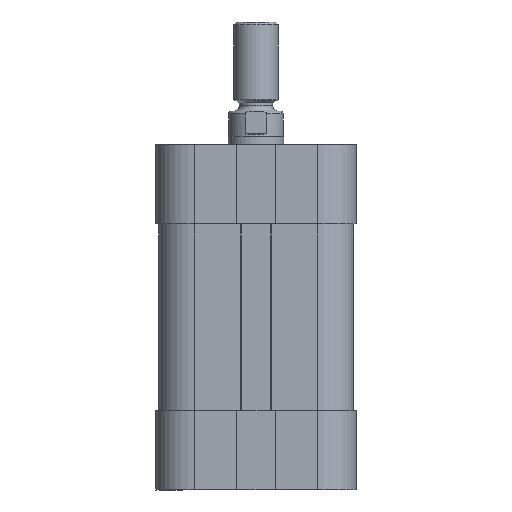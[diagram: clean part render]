
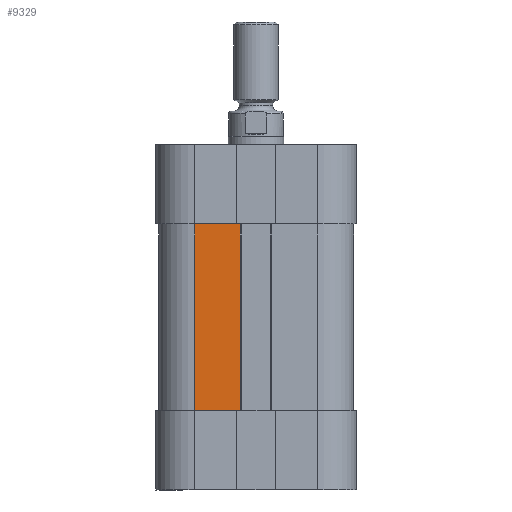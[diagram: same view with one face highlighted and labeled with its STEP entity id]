
A CAD part, front view. The second image highlights one B-rep face of the part: STEP entity #9329.
In plain terms, the highlighted planar face has unit normal (0, -1, 0).
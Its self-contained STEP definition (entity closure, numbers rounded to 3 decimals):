
#914=FACE_OUTER_BOUND('',#1707,.T.);
#1707=EDGE_LOOP('',(#7487,#7488,#7489,#7490));
#2851=LINE('',#14776,#3571);
#2890=LINE('',#14960,#3610);
#3023=LINE('',#15354,#3743);
#3024=LINE('',#15356,#3744);
#3571=VECTOR('',#11797,8.15);
#3610=VECTOR('',#11944,8.15);
#3743=VECTOR('',#12367,33.5);
#3744=VECTOR('',#12370,33.5);
#4420=VERTEX_POINT('',#14773);
#4421=VERTEX_POINT('',#14775);
#4511=VERTEX_POINT('',#14957);
#4512=VERTEX_POINT('',#14959);
#5366=EDGE_CURVE('',#4421,#4420,#2851,.T.);
#5457=EDGE_CURVE('',#4512,#4511,#2890,.T.);
#5655=EDGE_CURVE('',#4421,#4511,#3023,.T.);
#5656=EDGE_CURVE('',#4420,#4512,#3024,.T.);
#7487=ORIENTED_EDGE('',*,*,#5366,.T.);
#7488=ORIENTED_EDGE('',*,*,#5656,.T.);
#7489=ORIENTED_EDGE('',*,*,#5457,.T.);
#7490=ORIENTED_EDGE('',*,*,#5655,.F.);
#8826=PLANE('',#10290);
#9329=ADVANCED_FACE('',(#914),#8826,.T.);
#10290=AXIS2_PLACEMENT_3D('',#15355,#12368,#12369);
#11797=DIRECTION('',(-1.,0.,0.));
#11944=DIRECTION('',(1.,0.,0.));
#12367=DIRECTION('',(0.,0.,-1.));
#12368=DIRECTION('center_axis',(0.,-1.,0.));
#12369=DIRECTION('ref_axis',(0.,0.,-1.));
#12370=DIRECTION('',(0.,0.,-1.));
#14773=CARTESIAN_POINT('',(-11.,-17.5,33.45));
#14775=CARTESIAN_POINT('',(-2.85,-17.5,33.45));
#14776=CARTESIAN_POINT('',(-2.85,-17.5,33.45));
#14957=CARTESIAN_POINT('',(-2.85,-17.5,-0.05));
#14959=CARTESIAN_POINT('',(-11.,-17.5,-0.05));
#14960=CARTESIAN_POINT('',(-2.85,-17.5,-0.05));
#15354=CARTESIAN_POINT('',(-2.85,-17.5,16.7));
#15355=CARTESIAN_POINT('Origin',(-2.85,-17.5,16.7));
#15356=CARTESIAN_POINT('',(-11.,-17.5,16.7));
